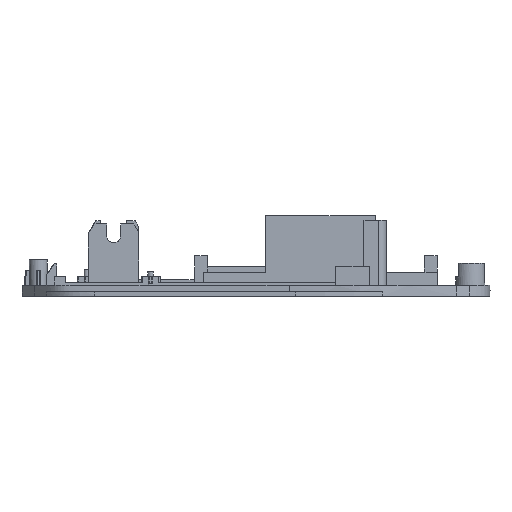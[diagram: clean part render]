
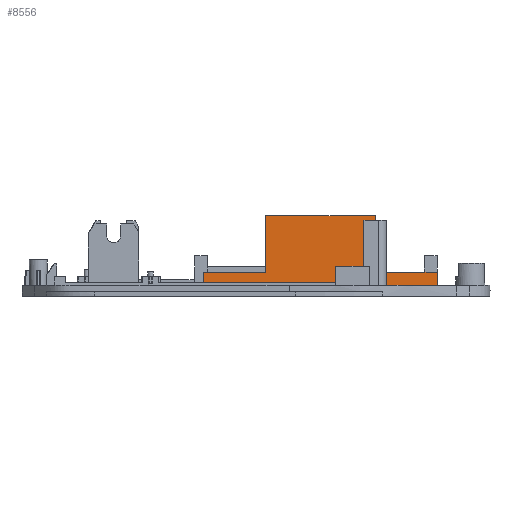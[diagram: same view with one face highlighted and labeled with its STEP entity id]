
A CAD part, left-side view. The second image highlights one B-rep face of the part: STEP entity #8556.
In plain terms, the highlighted planar face has unit normal (-1, 0, 0).
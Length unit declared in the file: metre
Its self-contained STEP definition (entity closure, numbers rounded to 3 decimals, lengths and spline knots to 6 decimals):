
#998=ORIENTED_EDGE('',*,*,#3322,.T.);
#999=ORIENTED_EDGE('',*,*,#3323,.F.);
#1000=ORIENTED_EDGE('',*,*,#3324,.T.);
#1001=ORIENTED_EDGE('',*,*,#3325,.F.);
#1002=ORIENTED_EDGE('',*,*,#3326,.F.);
#1003=ORIENTED_EDGE('',*,*,#3327,.T.);
#1004=ORIENTED_EDGE('',*,*,#3328,.T.);
#1005=ORIENTED_EDGE('',*,*,#3329,.T.);
#1006=ORIENTED_EDGE('',*,*,#3330,.F.);
#1007=ORIENTED_EDGE('',*,*,#3331,.F.);
#1008=ORIENTED_EDGE('',*,*,#3332,.F.);
#1009=ORIENTED_EDGE('',*,*,#3333,.F.);
#3322=EDGE_CURVE('',#4499,#4500,#5340,.T.);
#3323=EDGE_CURVE('',#4501,#4500,#5341,.T.);
#3324=EDGE_CURVE('',#4501,#4502,#5342,.T.);
#3325=EDGE_CURVE('',#4503,#4502,#5343,.T.);
#3326=EDGE_CURVE('',#4504,#4503,#5344,.T.);
#3327=EDGE_CURVE('',#4504,#4505,#5345,.T.);
#3328=EDGE_CURVE('',#4505,#4506,#5346,.T.);
#3329=EDGE_CURVE('',#4506,#4507,#5347,.T.);
#3330=EDGE_CURVE('',#4508,#4507,#5348,.T.);
#3331=EDGE_CURVE('',#4509,#4508,#5349,.T.);
#3332=EDGE_CURVE('',#4510,#4509,#5350,.T.);
#3333=EDGE_CURVE('',#4499,#4510,#5351,.T.);
#4499=VERTEX_POINT('',#12966);
#4500=VERTEX_POINT('',#12967);
#4501=VERTEX_POINT('',#12969);
#4502=VERTEX_POINT('',#12971);
#4503=VERTEX_POINT('',#12973);
#4504=VERTEX_POINT('',#12975);
#4505=VERTEX_POINT('',#12977);
#4506=VERTEX_POINT('',#12979);
#4507=VERTEX_POINT('',#12981);
#4508=VERTEX_POINT('',#12983);
#4509=VERTEX_POINT('',#12985);
#4510=VERTEX_POINT('',#12987);
#5340=LINE('',#12965,#6361);
#5341=LINE('',#12968,#6362);
#5342=LINE('',#12970,#6363);
#5343=LINE('',#12972,#6364);
#5344=LINE('',#12974,#6365);
#5345=LINE('',#12976,#6366);
#5346=LINE('',#12978,#6367);
#5347=LINE('',#12980,#6368);
#5348=LINE('',#12982,#6369);
#5349=LINE('',#12984,#6370);
#5350=LINE('',#12986,#6371);
#5351=LINE('',#12988,#6372);
#6361=VECTOR('',#10132,1.);
#6362=VECTOR('',#10133,1.);
#6363=VECTOR('',#10134,1.);
#6364=VECTOR('',#10135,1.);
#6365=VECTOR('',#10136,1.);
#6366=VECTOR('',#10137,1.);
#6367=VECTOR('',#10138,1.);
#6368=VECTOR('',#10139,1.);
#6369=VECTOR('',#10140,1.);
#6370=VECTOR('',#10141,1.);
#6371=VECTOR('',#10142,1.);
#6372=VECTOR('',#10143,1.);
#7212=EDGE_LOOP('',(#998,#999,#1000,#1001,#1002,#1003,#1004,#1005,#1006,
#1007,#1008,#1009));
#7718=FACE_BOUND('',#7212,.T.);
#8165=PLANE('',#9089);
#8556=ADVANCED_FACE('',(#7718),#8165,.T.);
#9089=AXIS2_PLACEMENT_3D('',#12964,#10130,#10131);
#10130=DIRECTION('',(-1.,0.,0.));
#10131=DIRECTION('',(0.,0.,1.));
#10132=DIRECTION('',(0.,0.,1.));
#10133=DIRECTION('',(0.,-1.,0.));
#10134=DIRECTION('',(0.,0.,-1.));
#10135=DIRECTION('',(0.,-1.,0.));
#10136=DIRECTION('',(0.,0.,1.));
#10137=DIRECTION('',(0.,-1.,0.));
#10138=DIRECTION('',(0.,0.,1.));
#10139=DIRECTION('',(0.,-1.,0.));
#10140=DIRECTION('',(0.,0.,1.));
#10141=DIRECTION('',(0.,1.,0.));
#10142=DIRECTION('',(0.,0.,-1.));
#10143=DIRECTION('',(0.,-1.,0.));
#12964=CARTESIAN_POINT('',(0.170616,12.148569,0.003064));
#12965=CARTESIAN_POINT('',(0.170616,12.107896,0.003064));
#12966=CARTESIAN_POINT('',(0.170616,12.107896,0.00575));
#12967=CARTESIAN_POINT('',(0.170616,12.107896,0.019096));
#12968=CARTESIAN_POINT('',(0.170616,12.13384,0.019096));
#12969=CARTESIAN_POINT('',(0.170616,12.13384,0.019096));
#12970=CARTESIAN_POINT('',(0.170616,12.13384,0.003064));
#12971=CARTESIAN_POINT('',(0.170616,12.13384,0.00575));
#12972=CARTESIAN_POINT('',(0.170616,12.091806,0.00575));
#12973=CARTESIAN_POINT('',(0.170616,12.148569,0.00575));
#12974=CARTESIAN_POINT('',(0.170616,12.148569,0.010405));
#12975=CARTESIAN_POINT('',(0.170616,12.148569,0.0026));
#12976=CARTESIAN_POINT('',(0.170616,12.148569,0.0026));
#12977=CARTESIAN_POINT('',(0.170616,12.106706,0.0026));
#12978=CARTESIAN_POINT('',(0.170616,12.106706,0.003064));
#12979=CARTESIAN_POINT('',(0.170616,12.106706,0.003189));
#12980=CARTESIAN_POINT('',(0.170616,12.148569,0.003189));
#12981=CARTESIAN_POINT('',(0.170616,12.105586,0.003189));
#12982=CARTESIAN_POINT('',(0.170616,12.105586,0.003011));
#12983=CARTESIAN_POINT('',(0.170616,12.105586,0.0026));
#12984=CARTESIAN_POINT('',(0.170616,12.069369,0.0026));
#12985=CARTESIAN_POINT('',(0.170616,12.093269,0.0026));
#12986=CARTESIAN_POINT('',(0.170616,12.093269,0.00245));
#12987=CARTESIAN_POINT('',(0.170616,12.093269,0.00575));
#12988=CARTESIAN_POINT('',(0.170616,12.091806,0.00575));
